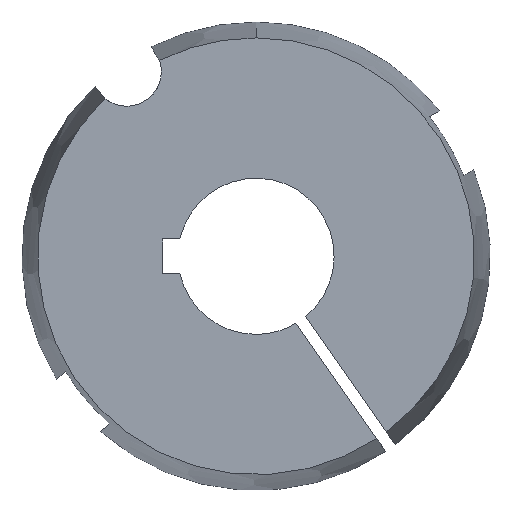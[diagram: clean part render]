
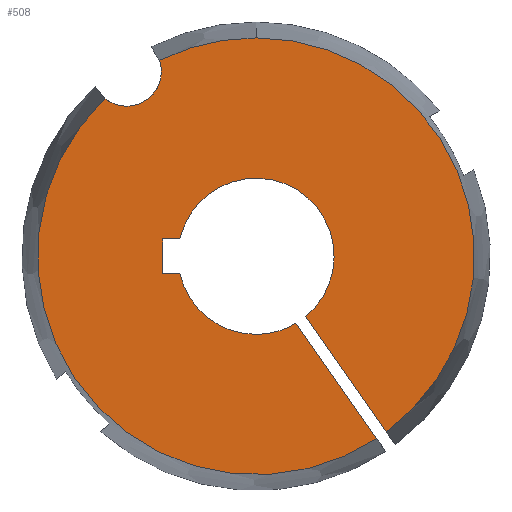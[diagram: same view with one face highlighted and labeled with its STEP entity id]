
A CAD part, left-side view. The second image highlights one B-rep face of the part: STEP entity #508.
In plain terms, the highlighted planar face has unit normal (-1, 0, 0).
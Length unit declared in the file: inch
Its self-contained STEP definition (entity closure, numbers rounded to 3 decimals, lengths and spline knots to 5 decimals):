
#5 = DIRECTION ( 'NONE',  ( 1., 0., 0. ) ) ;
#10 = ORIENTED_EDGE ( 'NONE', *, *, #661, .T. ) ;
#13 = CARTESIAN_POINT ( 'NONE',  ( -1.75, 0., 0. ) ) ;
#15 = VERTEX_POINT ( 'NONE', #491 ) ;
#24 = EDGE_CURVE ( 'NONE', #15, #741, #57, .T. ) ;
#25 = DIRECTION ( 'NONE',  ( 0., 0., -1. ) ) ;
#35 = CARTESIAN_POINT ( 'NONE',  ( -1.75, 0., 1.57369 ) ) ;
#50 = EDGE_CURVE ( 'NONE', #865, #634, #570, .T. ) ;
#57 = CIRCLE ( 'NONE', #377, 0.25 ) ;
#64 = EDGE_CURVE ( 'NONE', #154, #708, #548, .T. ) ;
#67 = EDGE_LOOP ( 'NONE', ( #668, #743, #471, #549, #530, #10, #795, #184, #76, #163, #607, #496, #224 ) ) ;
#71 = CARTESIAN_POINT ( 'NONE',  ( -1.75, 0.54844, -0.125 ) ) ;
#73 = EDGE_CURVE ( 'NONE', #865, #740, #730, .T. ) ;
#76 = ORIENTED_EDGE ( 'NONE', *, *, #455, .T. ) ;
#84 = DIRECTION ( 'NONE',  ( 0., 0., -1. ) ) ;
#89 = CARTESIAN_POINT ( 'NONE',  ( -1.75, 0.67162, 0.125 ) ) ;
#95 = CARTESIAN_POINT ( 'NONE',  ( -1.75, 0.54662, 0.125 ) ) ;
#99 = DIRECTION ( 'NONE',  ( 1., 0., 0. ) ) ;
#116 = DIRECTION ( 'NONE',  ( 0., 1., 0. ) ) ;
#142 = CARTESIAN_POINT ( 'NONE',  ( -1.75, -0.93687, -1.26443 ) ) ;
#154 = VERTEX_POINT ( 'NONE', #308 ) ;
#155 = AXIS2_PLACEMENT_3D ( 'NONE', #521, #720, #654 ) ;
#163 = ORIENTED_EDGE ( 'NONE', *, *, #73, .F. ) ;
#165 = VERTEX_POINT ( 'NONE', #781 ) ;
#184 = ORIENTED_EDGE ( 'NONE', *, *, #64, .T. ) ;
#187 = VERTEX_POINT ( 'NONE', #589 ) ;
#194 = LINE ( 'NONE', #666, #547 ) ;
#200 = DIRECTION ( 'NONE',  ( 0., -0.574, -0.819 ) ) ;
#224 = ORIENTED_EDGE ( 'NONE', *, *, #609, .T. ) ;
#229 = CARTESIAN_POINT ( 'NONE',  ( -1.75, 0.93206, 1.33112 ) ) ;
#258 = EDGE_CURVE ( 'NONE', #634, #356, #802, .T. ) ;
#261 = CARTESIAN_POINT ( 'NONE',  ( -1.75, 0., 0. ) ) ;
#265 = CARTESIAN_POINT ( 'NONE',  ( -1.75, 0.93206, 1.33112 ) ) ;
#269 = AXIS2_PLACEMENT_3D ( 'NONE', #13, #488, #84 ) ;
#274 = CARTESIAN_POINT ( 'NONE',  ( -1.75, 0.67162, -0.125 ) ) ;
#288 = DIRECTION ( 'NONE',  ( 0., 0., -1. ) ) ;
#301 = CARTESIAN_POINT ( 'NONE',  ( -1.75, 0.54662, -0.125 ) ) ;
#308 = CARTESIAN_POINT ( 'NONE',  ( -1.75, 0., -0.5625 ) ) ;
#314 = LINE ( 'NONE', #301, #490 ) ;
#323 = DIRECTION ( 'NONE',  ( 0., 0., -1. ) ) ;
#332 = AXIS2_PLACEMENT_3D ( 'NONE', #265, #736, #333 ) ;
#333 = DIRECTION ( 'NONE',  ( 0., 0., -1. ) ) ;
#343 = DIRECTION ( 'NONE',  ( -1., 0., 0. ) ) ;
#356 = VERTEX_POINT ( 'NONE', #571 ) ;
#374 = VERTEX_POINT ( 'NONE', #35 ) ;
#377 = AXIS2_PLACEMENT_3D ( 'NONE', #229, #692, #288 ) ;
#378 = AXIS2_PLACEMENT_3D ( 'NONE', #404, #870, #473 ) ;
#392 = CIRCLE ( 'NONE', #332, 0.25 ) ;
#399 = CARTESIAN_POINT ( 'NONE',  ( -1.75, 0.54844, 0.125 ) ) ;
#403 = VECTOR ( 'NONE', #495, 39.37008 ) ;
#404 = CARTESIAN_POINT ( 'NONE',  ( -1.75, 0., 0. ) ) ;
#412 = CIRCLE ( 'NONE', #869, 0.5625 ) ;
#414 = CARTESIAN_POINT ( 'NONE',  ( -1.75, 1.08873, 1.1363 ) ) ;
#416 = CARTESIAN_POINT ( 'NONE',  ( -1.75, 0., 0. ) ) ;
#419 = AXIS2_PLACEMENT_3D ( 'NONE', #499, #99, #568 ) ;
#431 = VECTOR ( 'NONE', #671, 39.37008 ) ;
#434 = CARTESIAN_POINT ( 'NONE',  ( -1.75, 0.67162, 0.125 ) ) ;
#455 = EDGE_CURVE ( 'NONE', #708, #740, #314, .T. ) ;
#457 = CIRCLE ( 'NONE', #378, 1.57369 ) ;
#471 = ORIENTED_EDGE ( 'NONE', *, *, #630, .T. ) ;
#473 = DIRECTION ( 'NONE',  ( 0., 0., -1. ) ) ;
#480 = DIRECTION ( 'NONE',  ( 0., 0., -1. ) ) ;
#481 = CIRCLE ( 'NONE', #269, 1.57369 ) ;
#488 = DIRECTION ( 'NONE',  ( -1., 0., 0. ) ) ;
#490 = VECTOR ( 'NONE', #116, 39.37008 ) ;
#491 = CARTESIAN_POINT ( 'NONE',  ( -1.75, 0.93206, 1.08112 ) ) ;
#495 = DIRECTION ( 'NONE',  ( 0., -1., 0. ) ) ;
#496 = ORIENTED_EDGE ( 'NONE', *, *, #258, .T. ) ;
#499 = CARTESIAN_POINT ( 'NONE',  ( -1.75, 0., 0. ) ) ;
#508 = ADVANCED_FACE ( 'NONE', ( #546 ), #593, .F. ) ;
#521 = CARTESIAN_POINT ( 'NONE',  ( -1.75, 0., 0. ) ) ;
#528 = VECTOR ( 'NONE', #25, 39.37008 ) ;
#530 = ORIENTED_EDGE ( 'NONE', *, *, #722, .T. ) ;
#546 = FACE_OUTER_BOUND ( 'NONE', #67, .T. ) ;
#547 = VECTOR ( 'NONE', #200, 39.37008 ) ;
#548 = CIRCLE ( 'NONE', #419, 0.5625 ) ;
#549 = ORIENTED_EDGE ( 'NONE', *, *, #24, .T. ) ;
#566 = CIRCLE ( 'NONE', #737, 1.57369 ) ;
#568 = DIRECTION ( 'NONE',  ( 0., 0., -1. ) ) ;
#570 = LINE ( 'NONE', #95, #403 ) ;
#571 = CARTESIAN_POINT ( 'NONE',  ( -1.75, -0.35629, -0.43528 ) ) ;
#589 = CARTESIAN_POINT ( 'NONE',  ( -1.75, -0.28717, -0.48367 ) ) ;
#593 = PLANE ( 'NONE',  #155 ) ;
#607 = ORIENTED_EDGE ( 'NONE', *, *, #50, .T. ) ;
#609 = EDGE_CURVE ( 'NONE', #356, #718, #194, .T. ) ;
#621 = CARTESIAN_POINT ( 'NONE',  ( -1.75, -0.86775, -1.31283 ) ) ;
#630 = EDGE_CURVE ( 'NONE', #165, #15, #392, .T. ) ;
#634 = VERTEX_POINT ( 'NONE', #399 ) ;
#649 = EDGE_CURVE ( 'NONE', #374, #165, #457, .T. ) ;
#651 = LINE ( 'NONE', #807, #431 ) ;
#654 = DIRECTION ( 'NONE',  ( 0., 0., -1. ) ) ;
#661 = EDGE_CURVE ( 'NONE', #846, #187, #651, .T. ) ;
#666 = CARTESIAN_POINT ( 'NONE',  ( -1.75, 0.03602, 0.125 ) ) ;
#668 = ORIENTED_EDGE ( 'NONE', *, *, #837, .T. ) ;
#671 = DIRECTION ( 'NONE',  ( 0., 0.574, 0.819 ) ) ;
#677 = AXIS2_PLACEMENT_3D ( 'NONE', #261, #729, #323 ) ;
#692 = DIRECTION ( 'NONE',  ( 1., 0., 0. ) ) ;
#708 = VERTEX_POINT ( 'NONE', #71 ) ;
#718 = VERTEX_POINT ( 'NONE', #142 ) ;
#720 = DIRECTION ( 'NONE',  ( 1., 0., 0. ) ) ;
#722 = EDGE_CURVE ( 'NONE', #741, #846, #566, .T. ) ;
#729 = DIRECTION ( 'NONE',  ( 1., 0., 0. ) ) ;
#730 = LINE ( 'NONE', #434, #528 ) ;
#736 = DIRECTION ( 'NONE',  ( 1., 0., 0. ) ) ;
#737 = AXIS2_PLACEMENT_3D ( 'NONE', #745, #343, #813 ) ;
#740 = VERTEX_POINT ( 'NONE', #274 ) ;
#741 = VERTEX_POINT ( 'NONE', #414 ) ;
#743 = ORIENTED_EDGE ( 'NONE', *, *, #649, .T. ) ;
#745 = CARTESIAN_POINT ( 'NONE',  ( -1.75, 0., 0. ) ) ;
#765 = EDGE_CURVE ( 'NONE', #187, #154, #412, .T. ) ;
#781 = CARTESIAN_POINT ( 'NONE',  ( -1.75, 0.69541, 1.41171 ) ) ;
#795 = ORIENTED_EDGE ( 'NONE', *, *, #765, .T. ) ;
#802 = CIRCLE ( 'NONE', #677, 0.5625 ) ;
#807 = CARTESIAN_POINT ( 'NONE',  ( -1.75, -0.93305, -1.40608 ) ) ;
#813 = DIRECTION ( 'NONE',  ( 0., 0., -1. ) ) ;
#837 = EDGE_CURVE ( 'NONE', #718, #374, #481, .T. ) ;
#846 = VERTEX_POINT ( 'NONE', #621 ) ;
#865 = VERTEX_POINT ( 'NONE', #89 ) ;
#869 = AXIS2_PLACEMENT_3D ( 'NONE', #416, #5, #480 ) ;
#870 = DIRECTION ( 'NONE',  ( -1., 0., 0. ) ) ;
